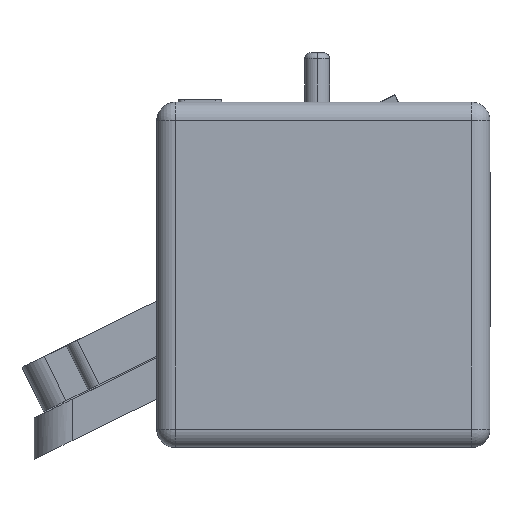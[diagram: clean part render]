
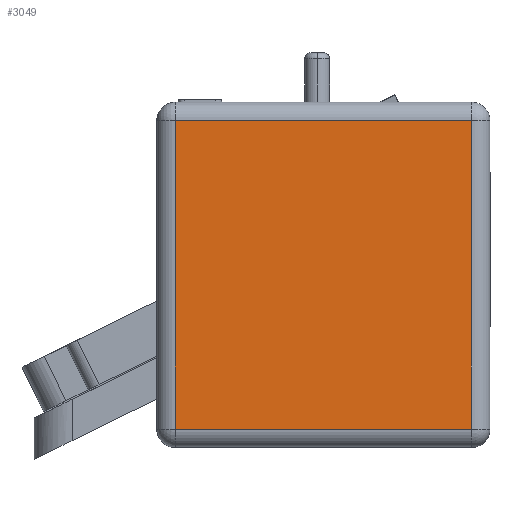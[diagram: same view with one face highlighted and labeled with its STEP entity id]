
A CAD part, left-side view. The second image highlights one B-rep face of the part: STEP entity #3049.
In plain terms, the highlighted planar face has unit normal (-1, 0, 0).
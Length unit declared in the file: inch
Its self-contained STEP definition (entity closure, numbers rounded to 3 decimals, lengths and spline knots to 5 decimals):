
#1075 = CARTESIAN_POINT ( 'NONE',  ( -7.75, 13.5, 14. ) ) ;
#2620 = VECTOR ( 'NONE', #7496, 39.37008 ) ;
#3049 = ADVANCED_FACE ( 'NONE', ( #27827 ), #24600, .F. ) ;
#3209 = VERTEX_POINT ( 'NONE', #27989 ) ;
#3647 = VERTEX_POINT ( 'NONE', #20714 ) ;
#3884 = DIRECTION ( 'NONE',  ( 0., 1., 0. ) ) ;
#5347 = DIRECTION ( 'NONE',  ( 0., 0., -1. ) ) ;
#7172 = EDGE_CURVE ( 'NONE', #3209, #3647, #14325, .T. ) ;
#7496 = DIRECTION ( 'NONE',  ( 0., -1., 0. ) ) ;
#9646 = VERTEX_POINT ( 'NONE', #17800 ) ;
#9959 = LINE ( 'NONE', #23759, #20299 ) ;
#10046 = DIRECTION ( 'NONE',  ( 1., 0., 0. ) ) ;
#10882 = EDGE_LOOP ( 'NONE', ( #14654, #20939, #20627, #24533 ) ) ;
#11747 = EDGE_CURVE ( 'NONE', #15887, #9646, #9959, .T. ) ;
#12217 = LINE ( 'NONE', #14200, #19749 ) ;
#12697 = CARTESIAN_POINT ( 'NONE',  ( -7.75, 0.75, 14. ) ) ;
#14200 = CARTESIAN_POINT ( 'NONE',  ( -7.75, 12.75, 14. ) ) ;
#14325 = LINE ( 'NONE', #20673, #2620 ) ;
#14654 = ORIENTED_EDGE ( 'NONE', *, *, #11747, .T. ) ;
#15887 = VERTEX_POINT ( 'NONE', #18123 ) ;
#17385 = VECTOR ( 'NONE', #26000, 39.37008 ) ;
#17800 = CARTESIAN_POINT ( 'NONE',  ( -7.75, 12.75, 13.25 ) ) ;
#18123 = CARTESIAN_POINT ( 'NONE',  ( -7.75, 0.75, 13.25 ) ) ;
#18433 = EDGE_CURVE ( 'NONE', #3647, #15887, #23197, .T. ) ;
#19749 = VECTOR ( 'NONE', #5347, 39.37008 ) ;
#20299 = VECTOR ( 'NONE', #3884, 39.37008 ) ;
#20627 = ORIENTED_EDGE ( 'NONE', *, *, #7172, .T. ) ;
#20673 = CARTESIAN_POINT ( 'NONE',  ( -7.75, 13.5, 0.75 ) ) ;
#20714 = CARTESIAN_POINT ( 'NONE',  ( -7.75, 0.75, 0.75 ) ) ;
#20939 = ORIENTED_EDGE ( 'NONE', *, *, #25678, .T. ) ;
#23134 = DIRECTION ( 'NONE',  ( 0., 1., 0. ) ) ;
#23197 = LINE ( 'NONE', #12697, #17385 ) ;
#23759 = CARTESIAN_POINT ( 'NONE',  ( -7.75, 13.5, 13.25 ) ) ;
#24533 = ORIENTED_EDGE ( 'NONE', *, *, #18433, .T. ) ;
#24600 = PLANE ( 'NONE',  #27278 ) ;
#25678 = EDGE_CURVE ( 'NONE', #9646, #3209, #12217, .T. ) ;
#26000 = DIRECTION ( 'NONE',  ( 0., 0., 1. ) ) ;
#27278 = AXIS2_PLACEMENT_3D ( 'NONE', #1075, #10046, #23134 ) ;
#27827 = FACE_OUTER_BOUND ( 'NONE', #10882, .T. ) ;
#27989 = CARTESIAN_POINT ( 'NONE',  ( -7.75, 12.75, 0.75 ) ) ;
